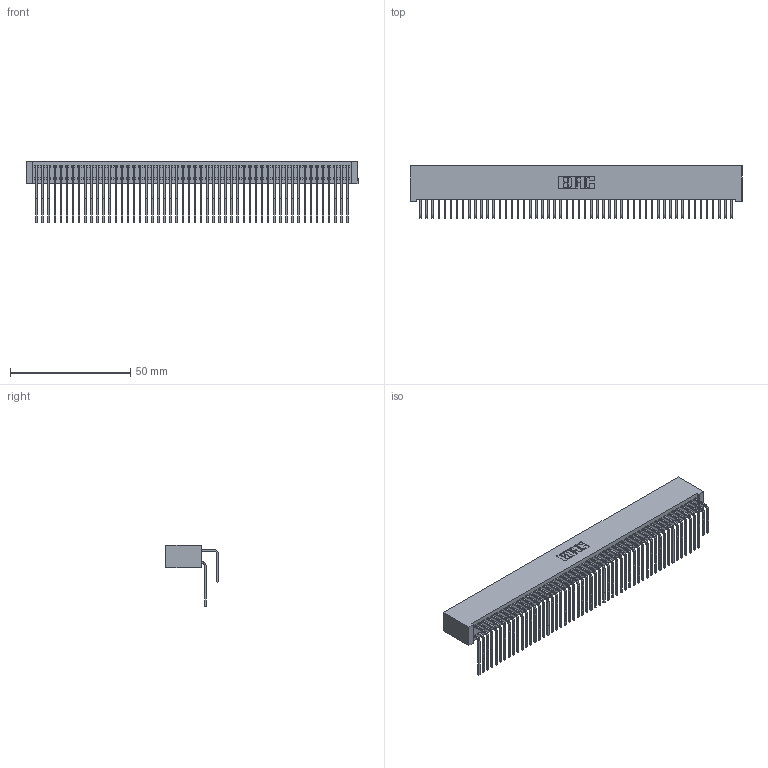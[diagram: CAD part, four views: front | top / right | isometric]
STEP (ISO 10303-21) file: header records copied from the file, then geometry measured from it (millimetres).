
FILE_DESCRIPTION (( 'STEP AP203' ), '1' );
FILE_NAME ('342-104-558-201.STEP', '2018-08-14T06:26:20', ( '' ), ( '' ), 'SwSTEP 2.0', 'SolidWorks 2016', '' );
FILE_SCHEMA (( 'CONFIG_CONTROL_DESIGN' ));
Length unit declared in the file: inch
Products named in the file (4): 342 Part_Lugless; 345-292-001_558 559 Tail - 1; 345-292-001_558 Tail - 2; 342-104-558-201
Assembly tree (105 placements, depth 2):
  342-104-558-201
    342 Part_Lugless
    345-292-001_558 559 Tail - 1  x52
    345-292-001_558 Tail - 2  x52
Bounding box: 138.33 x 21.91 x 25.78 mm (x, y, z)
Volume: 13515.6 mm3; surface area: 25406.6 mm2
Topology: 105 solids, 105 shells, 5718 faces, 17019 edges, 11206 vertices
Faces by surface type: plane 4014, cylinder 1704
Entity records: 33535 total; most frequent: CARTESIAN_POINT 5593, ORIENTED_EDGE 5478, DIRECTION 4735, EDGE_CURVE 2739, VECTOR 2579, LINE 2579, VERTEX_POINT 1822, AXIS2_PLACEMENT_3D 1078
